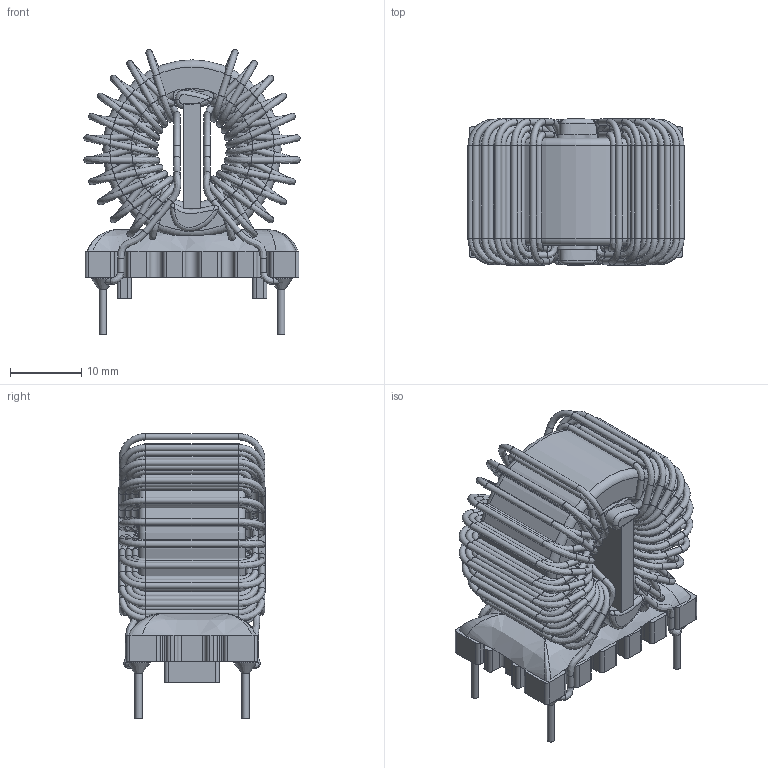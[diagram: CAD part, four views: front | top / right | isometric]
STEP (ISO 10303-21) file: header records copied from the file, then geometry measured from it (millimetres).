
FILE_DESCRIPTION(/* description */ ('Unknown'),/* implementation_level */ '2;1');
FILE_NAME(/* name */ '744825510_XL',/* time_stamp */ '2023-06-13T14:01:08+02:00',/* author */ ('Unknown'),/* organization */ ('Unknown'),/* preprocessor_version */ 'ST-DEVELOPER v16.7',/* originating_system */ 'Solid Edge',/* authorisation */ 'Unknown');
FILE_SCHEMA (('AP242_MANAGED_MODEL_BASED_3D_ENGINEERING_MIM_LF { 1 0 10303 442 1 1 4 }','AUTOMOTIVE_DESIGN {1 0 10303 214 3 1 1}'));
Length unit declared in the file: millimetre
Products named in the file (7): 744825510_XL; 744825510; Glue; Solderpoint; Base; Spacer; Glue_Dot
Assembly tree (6 placements, depth 2):
  744825510_XL
    744825510
    Glue
    Solderpoint
    Base
    Spacer
    Glue_Dot
Bounding box: 30.3 x 20.5 x 39.95 mm (x, y, z)
Volume: 10671.2 mm3; surface area: 15941.9 mm2
Topology: 14 solids, 14 shells, 868 faces, 1946 edges, 1104 vertices
Faces by surface type: cylinder 361, bspline 193, torus 169, plane 141, cone 4
Full cylindrical faces by diameter (mm): 0.9 x276, 1 x4, 15 x1, 25 x1
Entity records: 65177 total; most frequent: CARTESIAN_POINT 43257, DIRECTION 3232, ORIENTED_EDGE 2580, EDGE_LOOP 1489, FACE_BOUND 1489, AXIS2_PLACEMENT_3D 1445, EDGE_CURVE 1290, VERTEX_POINT 1055
